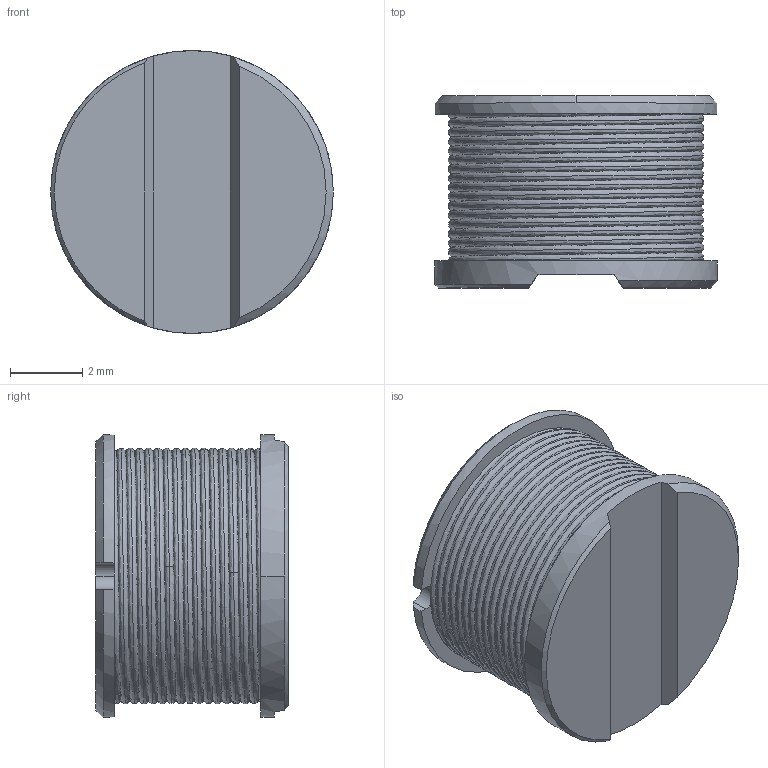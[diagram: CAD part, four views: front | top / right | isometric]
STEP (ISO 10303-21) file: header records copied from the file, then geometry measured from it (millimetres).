
FILE_DESCRIPTION(('STEP AP242'),'1');
FILE_NAME('69564.stp','2020-07-07T17:00:20',('TraceParts'),('TraceParts S.A.'),'Spatial InterOp 3D',' ',' ');
FILE_SCHEMA(('AP242_MANAGED_MODEL_BASED_3D_ENGINEERING_MIM_LF {1 0 10303 442 1 1 4}'));
Length unit declared in the file: millimetre
Products named in the file (1): 69564
Bounding box: 7.8 x 5.3 x 7.8 mm (x, y, z)
Volume: 69.2 mm3; surface area: 481.2 mm2
Topology: 1 solids, 1 shells, 41 faces, 100 edges, 62 vertices
Faces by surface type: plane 17, bspline 10, cylinder 8, cone 6
Entity records: 10855 total; most frequent: CARTESIAN_POINT 9966, ORIENTED_EDGE 200, DIRECTION 154, EDGE_CURVE 100, AXIS2_PLACEMENT_3D 66, VERTEX_POINT 62, B_SPLINE_CURVE_WITH_KNOTS 44, EDGE_LOOP 42
